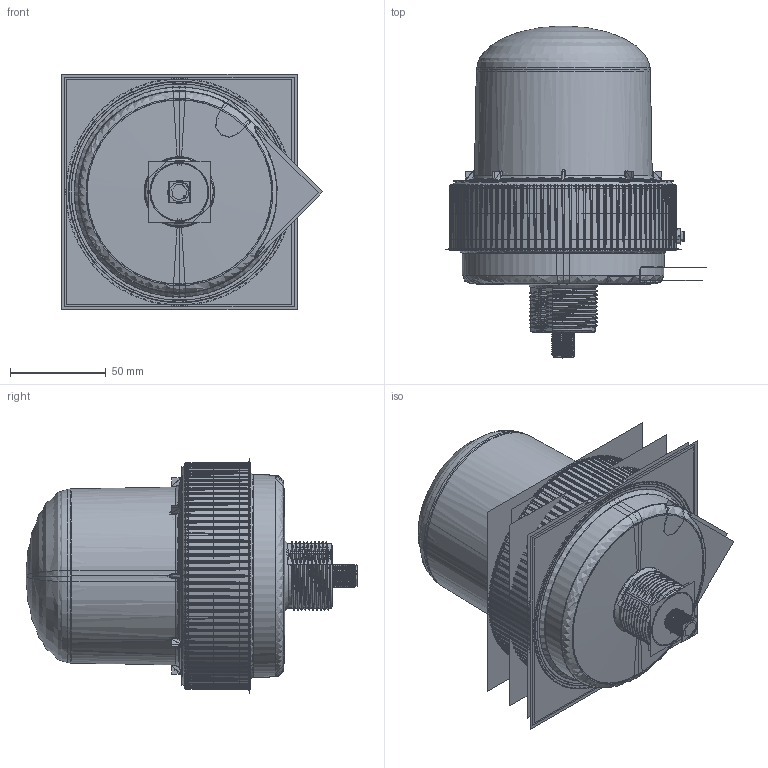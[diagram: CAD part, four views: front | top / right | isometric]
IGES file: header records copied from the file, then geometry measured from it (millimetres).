
Start section:  PTC IGES file: 224906.igs
Global section: file name: 224906.igs; native system: Creo Parametric by PTC Inc.; preprocessor: 2019292; author: PDMAdmin; organization: Unknown; date: 20210917.165457; units: millimetre
Bounding box: 136.48 x 173.48 x 123.24 mm (x, y, z)
Volume: 1026798.7 mm3; surface area: 499184.1 mm2
Topology: 1 solids, 2 shells, 2642 faces, 13778 edges, 17391 vertices
Faces by surface type: revolution 1326, bspline 1316
